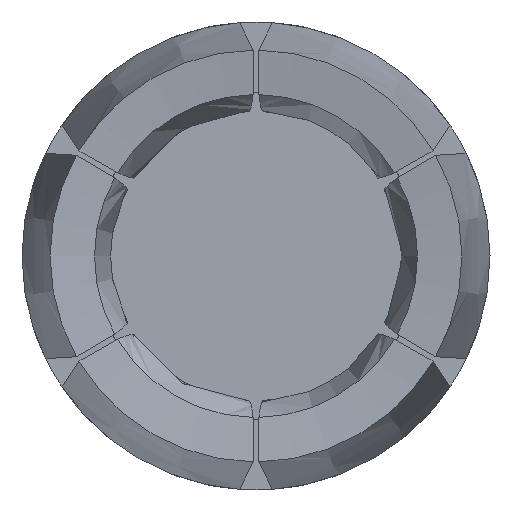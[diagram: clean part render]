
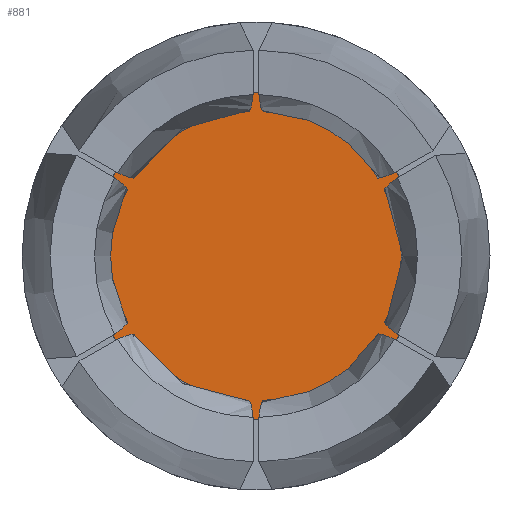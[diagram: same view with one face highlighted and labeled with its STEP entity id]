
A CAD part, front view. The second image highlights one B-rep face of the part: STEP entity #881.
In plain terms, the highlighted planar face has unit normal (0, -1, 0).
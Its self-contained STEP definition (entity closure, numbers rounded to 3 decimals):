
#729=CIRCLE('',#3830,2.1);
#881=ADVANCED_FACE('',(#1156),#1029,.T.);
#1029=PLANE('',#3831);
#1156=FACE_OUTER_BOUND('',#1322,.T.);
#1322=EDGE_LOOP('',(#1810));
#1810=ORIENTED_EDGE('',*,*,#2904,.F.);
#2514=VERTEX_POINT('',#5740);
#2904=EDGE_CURVE('',#2514,#2514,#729,.T.);
#3830=AXIS2_PLACEMENT_3D('',#5739,#4449,#4450);
#3831=AXIS2_PLACEMENT_3D('',#5741,#4451,#4452);
#4449=DIRECTION('',(0.,1.,0.));
#4450=DIRECTION('',(1.,0.,0.));
#4451=DIRECTION('',(0.,-1.,0.));
#4452=DIRECTION('',(0.,0.,-1.));
#5739=CARTESIAN_POINT('',(0.,-12.8,0.));
#5740=CARTESIAN_POINT('',(2.1,-12.8,0.));
#5741=CARTESIAN_POINT('',(-2.31,-12.8,2.31));
